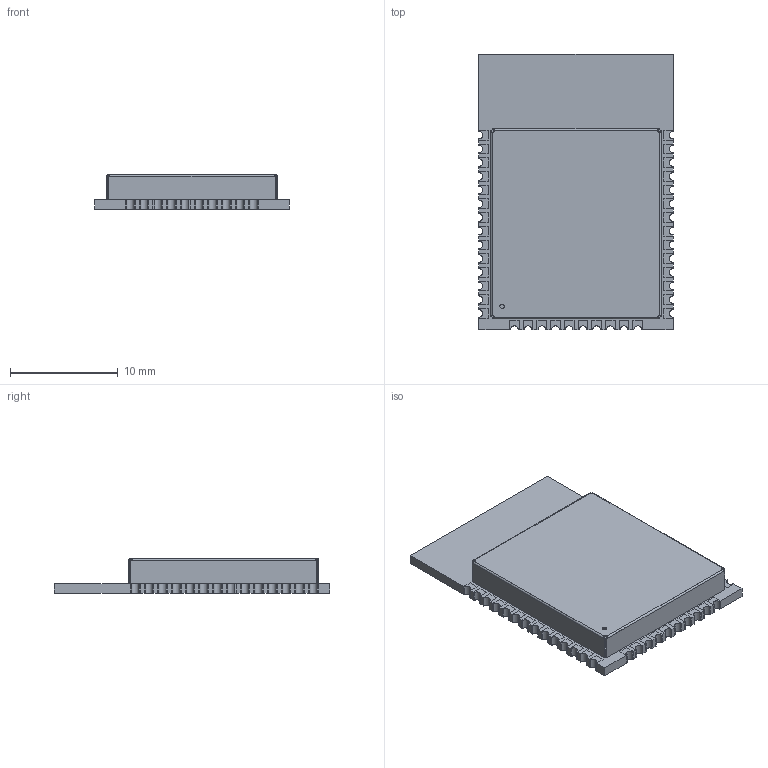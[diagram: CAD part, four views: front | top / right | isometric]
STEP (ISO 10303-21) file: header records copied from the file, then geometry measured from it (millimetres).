
FILE_DESCRIPTION(/* description */ (''),/* implementation_level */ '2;1');
FILE_NAME(/* name */ 'Espressif - ESP32-WROOM-32.step',/* time_stamp */ '2020-04-07T01:35:39+01:00',/* author */ (''),/* organization */ (''),/* preprocessor_version */ 'ST-DEVELOPER v18',/* originating_system */ 'Autodesk Translation Framework v8.12.0.6',/* authorisation */ '');
FILE_SCHEMA (('AUTOMOTIVE_DESIGN { 1 0 10303 214 3 1 1 }'));
Length unit declared in the file: millimetre
Products named in the file (1): Espressif - ESP32-WROOM-32
Bounding box: 18 x 25.5 x 3.2 mm (x, y, z)
Volume: 448.3 mm3; surface area: 1832.4 mm2
Topology: 1 solids, 1 shells, 340 faces, 974 edges, 660 vertices
Faces by surface type: plane 248, cylinder 80, bspline 12
Full cylindrical faces by diameter (mm): 0.1 x25, 0.4 x1
Entity records: 11596 total; most frequent: CARTESIAN_POINT 2375, ORIENTED_EDGE 1948, DIRECTION 1808, EDGE_CURVE 974, LINE 742, VECTOR 742, VERTEX_POINT 660, AXIS2_PLACEMENT_3D 533
